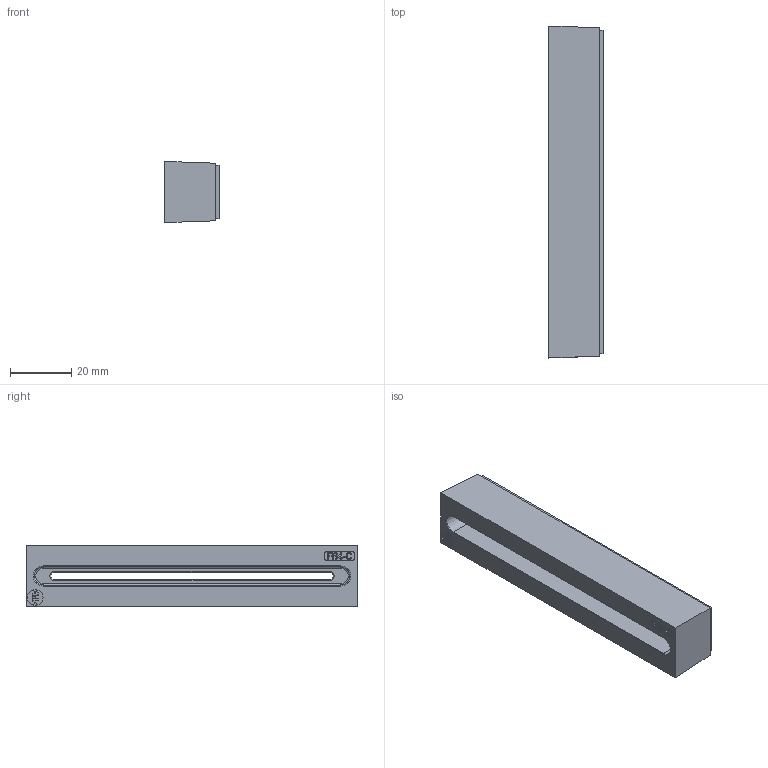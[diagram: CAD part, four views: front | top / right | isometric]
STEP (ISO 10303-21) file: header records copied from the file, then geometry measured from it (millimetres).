
FILE_DESCRIPTION(/* description */ (''),/* implementation_level */ '2;1');
FILE_NAME(/* name */ '28740.6_KDS-DE-FB4-C.stp',/* time_stamp */ '2019-03-22T12:52:51+01:00',/* author */ (''),/* organization */ (''),/* preprocessor_version */ 'ST-DEVELOPER v16.7',/* originating_system */ 'SIEMENS PLM Software NX 12.0',/* authorisation */ '');
FILE_SCHEMA (('AUTOMOTIVE_DESIGN { 1 0 10303 214 3 1 1 1 }'));
Length unit declared in the file: millimetre
Products named in the file (1): 28740.6_KDS-DE-FB4-C
Bounding box: 17.7 x 108.1 x 19.91 mm (x, y, z)
Volume: 26061.3 mm3; surface area: 11815.7 mm2
Topology: 1 solids, 1 shells, 143 faces, 357 edges, 234 vertices
Faces by surface type: plane 109, cylinder 13, extrusion 13, torus 6, cone 2
Full cylindrical faces by diameter (mm): 5.07 x1
Entity records: 4657 total; most frequent: CARTESIAN_POINT 1361, ORIENTED_EDGE 712, DIRECTION 571, EDGE_CURVE 356, VECTOR 237, VERTEX_POINT 234, LINE 224, AXIS2_PLACEMENT_3D 167
